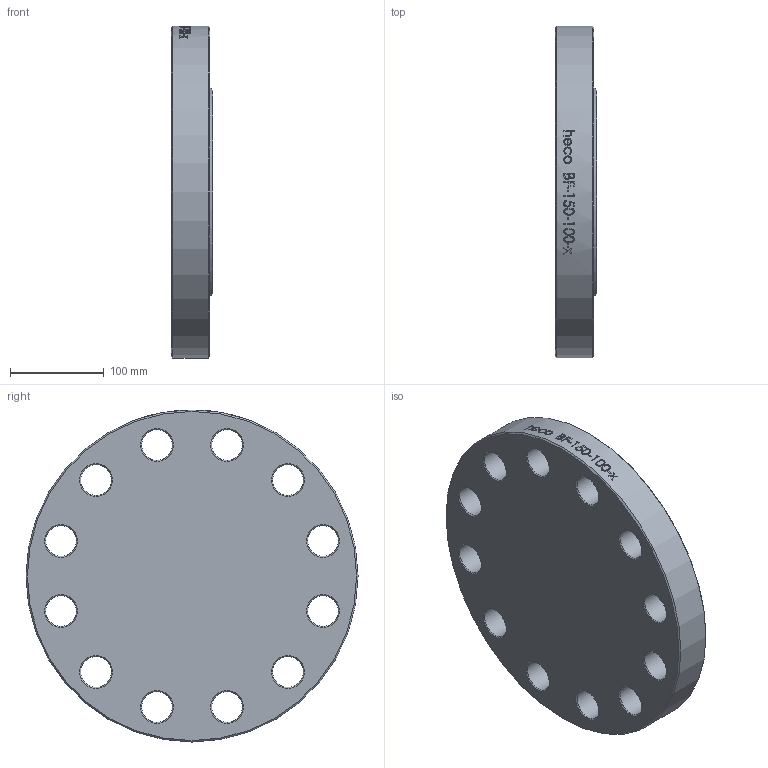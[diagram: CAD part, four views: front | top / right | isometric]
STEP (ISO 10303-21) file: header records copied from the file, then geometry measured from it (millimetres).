
FILE_DESCRIPTION (( 'STEP AP214' ), '1' );
FILE_NAME ('BF-150-100-x Blindflansch PN100 DIN2527 EN1092 2103.STEP', '2021-03-12T08:59:28', ( '' ), ( '' ), 'SwSTEP 2.0', 'SolidWorks 2019', '' );
FILE_SCHEMA (( 'AUTOMOTIVE_DESIGN' ));
Length unit declared in the file: millimetre
Products named in the file (1): BF-150-100-x Blindflansch PN100 DIN2527 EN1092 2103
Bounding box: 44 x 355 x 355 mm (x, y, z)
Volume: 3748376.8 mm3; surface area: 271630.5 mm2
Topology: 1 solids, 1 shells, 66 faces, 260 edges, 220 vertices
Faces by surface type: cylinder 36, cone 27, plane 3
Full cylindrical faces by diameter (mm): 33 x12, 355 x1
Entity records: 6806 total; most frequent: CARTESIAN_POINT 4601, ORIENTED_EDGE 414, DIRECTION 336, EDGE_CURVE 207, VERTEX_POINT 207, AXIS2_PLACEMENT_3D 156, EDGE_LOOP 154, B_SPLINE_CURVE_WITH_KNOTS 94
